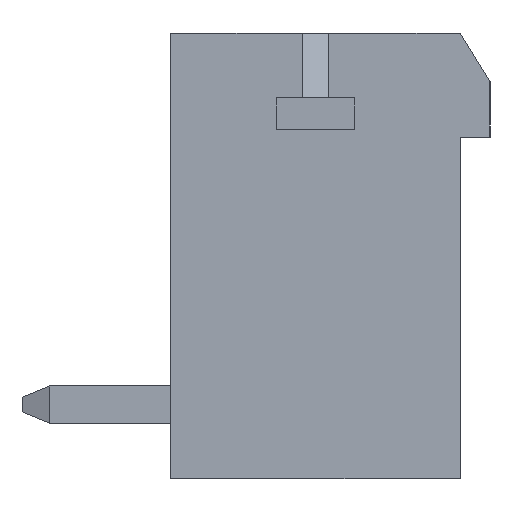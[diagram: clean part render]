
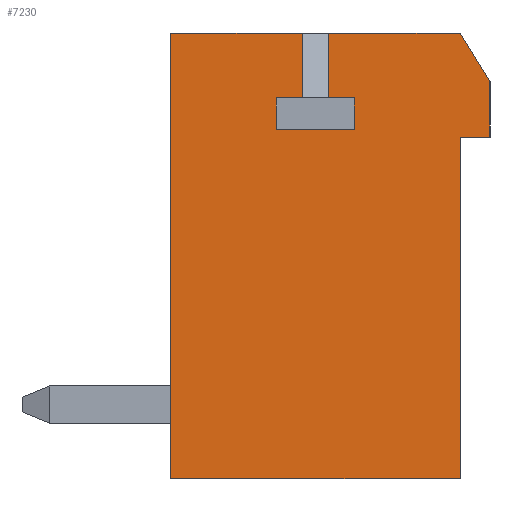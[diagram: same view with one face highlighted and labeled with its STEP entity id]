
A CAD part, left-side view. The second image highlights one B-rep face of the part: STEP entity #7230.
In plain terms, the highlighted planar face has unit normal (-1, 0, 0).
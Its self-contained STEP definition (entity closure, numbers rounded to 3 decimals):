
#169=ORIENTED_EDGE('',*,*,#2293,.T.);
#170=ORIENTED_EDGE('',*,*,#2294,.T.);
#171=ORIENTED_EDGE('',*,*,#2295,.T.);
#172=ORIENTED_EDGE('',*,*,#2296,.T.);
#173=ORIENTED_EDGE('',*,*,#2297,.T.);
#174=ORIENTED_EDGE('',*,*,#2298,.T.);
#175=ORIENTED_EDGE('',*,*,#2299,.T.);
#176=ORIENTED_EDGE('',*,*,#2300,.T.);
#177=ORIENTED_EDGE('',*,*,#2301,.T.);
#178=ORIENTED_EDGE('',*,*,#2302,.T.);
#179=ORIENTED_EDGE('',*,*,#2303,.T.);
#180=ORIENTED_EDGE('',*,*,#2304,.T.);
#181=ORIENTED_EDGE('',*,*,#2305,.T.);
#182=ORIENTED_EDGE('',*,*,#2306,.T.);
#183=ORIENTED_EDGE('',*,*,#2307,.T.);
#2293=EDGE_CURVE('',#3355,#3356,#4061,.T.);
#2294=EDGE_CURVE('',#3356,#3357,#4062,.T.);
#2295=EDGE_CURVE('',#3357,#3358,#4063,.T.);
#2296=EDGE_CURVE('',#3358,#3359,#4064,.T.);
#2297=EDGE_CURVE('',#3359,#3360,#4065,.T.);
#2298=EDGE_CURVE('',#3360,#3361,#4066,.T.);
#2299=EDGE_CURVE('',#3361,#3362,#4067,.T.);
#2300=EDGE_CURVE('',#3362,#3363,#4068,.T.);
#2301=EDGE_CURVE('',#3363,#3364,#4069,.T.);
#2302=EDGE_CURVE('',#3364,#3365,#4070,.T.);
#2303=EDGE_CURVE('',#3365,#3366,#4071,.T.);
#2304=EDGE_CURVE('',#3366,#3367,#4072,.T.);
#2305=EDGE_CURVE('',#3367,#3368,#4073,.T.);
#2306=EDGE_CURVE('',#3368,#3369,#4074,.T.);
#2307=EDGE_CURVE('',#3369,#3355,#4075,.T.);
#3355=VERTEX_POINT('',#10021);
#3356=VERTEX_POINT('',#10022);
#3357=VERTEX_POINT('',#10024);
#3358=VERTEX_POINT('',#10026);
#3359=VERTEX_POINT('',#10028);
#3360=VERTEX_POINT('',#10030);
#3361=VERTEX_POINT('',#10032);
#3362=VERTEX_POINT('',#10034);
#3363=VERTEX_POINT('',#10036);
#3364=VERTEX_POINT('',#10038);
#3365=VERTEX_POINT('',#10040);
#3366=VERTEX_POINT('',#10042);
#3367=VERTEX_POINT('',#10044);
#3368=VERTEX_POINT('',#10046);
#3369=VERTEX_POINT('',#10048);
#4061=LINE('',#10020,#5051);
#4062=LINE('',#10023,#5052);
#4063=LINE('',#10025,#5053);
#4064=LINE('',#10027,#5054);
#4065=LINE('',#10029,#5055);
#4066=LINE('',#10031,#5056);
#4067=LINE('',#10033,#5057);
#4068=LINE('',#10035,#5058);
#4069=LINE('',#10037,#5059);
#4070=LINE('',#10039,#5060);
#4071=LINE('',#10041,#5061);
#4072=LINE('',#10043,#5062);
#4073=LINE('',#10045,#5063);
#4074=LINE('',#10047,#5064);
#4075=LINE('',#10049,#5065);
#5051=VECTOR('',#8104,1000.);
#5052=VECTOR('',#8105,1000.);
#5053=VECTOR('',#8106,1000.);
#5054=VECTOR('',#8107,1000.);
#5055=VECTOR('',#8108,1000.);
#5056=VECTOR('',#8109,1000.);
#5057=VECTOR('',#8110,1000.);
#5058=VECTOR('',#8111,1000.);
#5059=VECTOR('',#8112,1000.);
#5060=VECTOR('',#8113,1000.);
#5061=VECTOR('',#8114,1000.);
#5062=VECTOR('',#8115,1000.);
#5063=VECTOR('',#8116,1000.);
#5064=VECTOR('',#8117,1000.);
#5065=VECTOR('',#8118,1000.);
#6041=EDGE_LOOP('',(#169,#170,#171,#172,#173,#174,#175,#176,#177,#178,#179,
#180,#181,#182,#183));
#6461=FACE_BOUND('',#6041,.T.);
#6881=PLANE('',#7637);
#7230=ADVANCED_FACE('',(#6461),#6881,.T.);
#7637=AXIS2_PLACEMENT_3D('',#10019,#8102,#8103);
#8102=DIRECTION('',(-1.,0.,0.));
#8103=DIRECTION('',(0.,0.,1.));
#8104=DIRECTION('',(0.,1.,0.));
#8105=DIRECTION('',(0.,0.,-1.));
#8106=DIRECTION('',(0.,-1.,0.));
#8107=DIRECTION('',(0.,0.,-1.));
#8108=DIRECTION('',(0.,1.,0.));
#8109=DIRECTION('',(0.,0.,1.));
#8110=DIRECTION('',(0.,-1.,0.));
#8111=DIRECTION('',(0.,0.,1.));
#8112=DIRECTION('',(0.,1.,0.));
#8113=DIRECTION('',(0.,0.,-1.));
#8114=DIRECTION('',(0.,-1.,0.));
#8115=DIRECTION('',(0.,0.,1.));
#8116=DIRECTION('',(0.,-1.,0.));
#8117=DIRECTION('',(0.,0.,1.));
#8118=DIRECTION('',(0.,0.524,0.852));
#10019=CARTESIAN_POINT('',(-26.4,0.,0.));
#10020=CARTESIAN_POINT('',(-26.4,-3.9,6.));
#10021=CARTESIAN_POINT('',(-26.4,-3.9,6.));
#10022=CARTESIAN_POINT('',(-26.4,-0.35,6.));
#10023=CARTESIAN_POINT('',(-26.4,-0.35,6.));
#10024=CARTESIAN_POINT('',(-26.4,-0.35,4.26));
#10025=CARTESIAN_POINT('',(-26.4,-0.35,4.26));
#10026=CARTESIAN_POINT('',(-26.4,-1.051,4.26));
#10027=CARTESIAN_POINT('',(-26.4,-1.051,4.26));
#10028=CARTESIAN_POINT('',(-26.4,-1.051,3.4));
#10029=CARTESIAN_POINT('',(-26.4,-1.051,3.4));
#10030=CARTESIAN_POINT('',(-26.4,1.051,3.4));
#10031=CARTESIAN_POINT('',(-26.4,1.051,3.4));
#10032=CARTESIAN_POINT('',(-26.4,1.051,4.26));
#10033=CARTESIAN_POINT('',(-26.4,1.051,4.26));
#10034=CARTESIAN_POINT('',(-26.4,0.35,4.26));
#10035=CARTESIAN_POINT('',(-26.4,0.35,4.26));
#10036=CARTESIAN_POINT('',(-26.4,0.35,6.));
#10037=CARTESIAN_POINT('',(-26.4,-3.9,6.));
#10038=CARTESIAN_POINT('',(-26.4,3.9,6.));
#10039=CARTESIAN_POINT('',(-26.4,3.9,6.));
#10040=CARTESIAN_POINT('',(-26.4,3.9,-6.));
#10041=CARTESIAN_POINT('',(-26.4,3.9,-6.));
#10042=CARTESIAN_POINT('',(-26.4,-3.9,-6.));
#10043=CARTESIAN_POINT('',(-26.4,-3.9,-6.));
#10044=CARTESIAN_POINT('',(-26.4,-3.9,3.2));
#10045=CARTESIAN_POINT('',(-26.4,-3.9,3.2));
#10046=CARTESIAN_POINT('',(-26.4,-4.7,3.2));
#10047=CARTESIAN_POINT('',(-26.4,-4.7,3.2));
#10048=CARTESIAN_POINT('',(-26.4,-4.7,4.7));
#10049=CARTESIAN_POINT('',(-26.4,-4.7,4.7));
